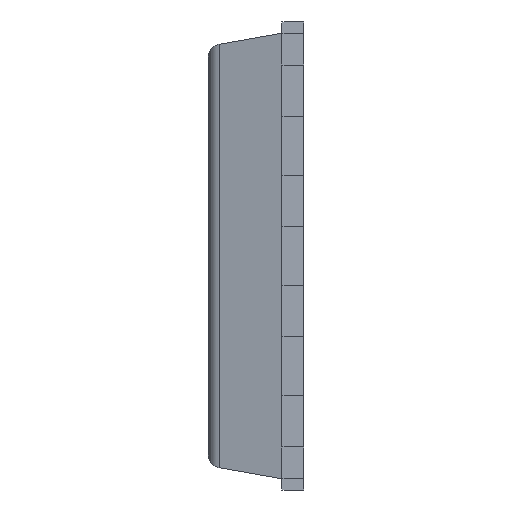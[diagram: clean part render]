
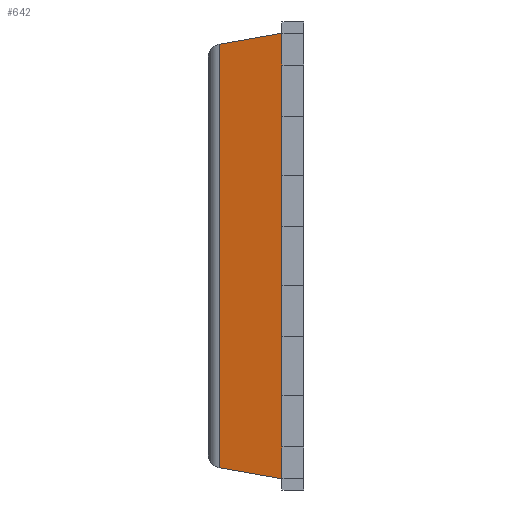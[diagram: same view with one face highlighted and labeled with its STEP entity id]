
A CAD part, left-side view. The second image highlights one B-rep face of the part: STEP entity #642.
In plain terms, the highlighted planar face has unit normal (-0.985, 0.174, 0).
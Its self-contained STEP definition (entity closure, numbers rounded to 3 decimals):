
#37 = CARTESIAN_POINT ( 'NONE',  ( -2.74, 0.25, -2.575 ) ) ;
#146 = CARTESIAN_POINT ( 'NONE',  ( -2.74, 0.25, -1.685 ) ) ;
#208 = CARTESIAN_POINT ( 'NONE',  ( -2.74, 0.25, 2.575 ) ) ;
#341 = VECTOR ( 'NONE', #3192, 1000. ) ;
#416 = VECTOR ( 'NONE', #1266, 1000. ) ;
#516 = DIRECTION ( 'NONE',  ( -0.985, 0.174, 0. ) ) ;
#637 = EDGE_CURVE ( 'NONE', #1542, #5651, #5716, .T. ) ;
#642 = ADVANCED_FACE ( 'NONE', ( #4322 ), #4245, .T. ) ;
#644 = CARTESIAN_POINT ( 'NONE',  ( -2.74, 0.25, 2.575 ) ) ;
#687 = LINE ( 'NONE', #3099, #2029 ) ;
#717 = DIRECTION ( 'NONE',  ( 0., 0., 1. ) ) ;
#802 = DIRECTION ( 'NONE',  ( 0., 0., 1. ) ) ;
#915 = DIRECTION ( 'NONE',  ( 0., 0., 1. ) ) ;
#940 = VERTEX_POINT ( 'NONE', #1955 ) ;
#1071 = CARTESIAN_POINT ( 'NONE',  ( -2.74, 0.25, -2.575 ) ) ;
#1146 = ORIENTED_EDGE ( 'NONE', *, *, #4283, .T. ) ;
#1152 = VERTEX_POINT ( 'NONE', #6273 ) ;
#1266 = DIRECTION ( 'NONE',  ( -0.171, -0.97, 0.171 ) ) ;
#1283 = DIRECTION ( 'NONE',  ( 0., 0., 1. ) ) ;
#1329 = LINE ( 'NONE', #644, #416 ) ;
#1341 = VECTOR ( 'NONE', #4727, 1000. ) ;
#1431 = VECTOR ( 'NONE', #2128, 1000. ) ;
#1467 = DIRECTION ( 'NONE',  ( 0., 0., -1. ) ) ;
#1508 = CARTESIAN_POINT ( 'NONE',  ( -2.74, 0.25, 2.575 ) ) ;
#1542 = VERTEX_POINT ( 'NONE', #5686 ) ;
#1550 = DIRECTION ( 'NONE',  ( 0., 0., 1. ) ) ;
#1594 = ORIENTED_EDGE ( 'NONE', *, *, #5092, .T. ) ;
#1648 = ORIENTED_EDGE ( 'NONE', *, *, #5534, .T. ) ;
#1705 = VECTOR ( 'NONE', #1550, 1000. ) ;
#1726 = EDGE_CURVE ( 'NONE', #5651, #1152, #6850, .T. ) ;
#1955 = CARTESIAN_POINT ( 'NONE',  ( -2.74, 0.25, 1.685 ) ) ;
#2002 = VECTOR ( 'NONE', #717, 1000. ) ;
#2029 = VECTOR ( 'NONE', #1467, 1000. ) ;
#2064 = ORIENTED_EDGE ( 'NONE', *, *, #6761, .T. ) ;
#2070 = LINE ( 'NONE', #6241, #2414 ) ;
#2128 = DIRECTION ( 'NONE',  ( 0., 0., 1. ) ) ;
#2237 = LINE ( 'NONE', #5342, #4144 ) ;
#2400 = DIRECTION ( 'NONE',  ( 0., 0., 1. ) ) ;
#2414 = VECTOR ( 'NONE', #915, 1000. ) ;
#2511 = EDGE_CURVE ( 'NONE', #4595, #940, #2237, .T. ) ;
#2646 = VECTOR ( 'NONE', #1283, 1000. ) ;
#2832 = ORIENTED_EDGE ( 'NONE', *, *, #3999, .T. ) ;
#2861 = EDGE_LOOP ( 'NONE', ( #5283, #1146, #6078, #4927, #5075, #2064, #1648, #2832, #5858, #6322, #1594, #4307 ) ) ;
#2879 = VERTEX_POINT ( 'NONE', #3011 ) ;
#3011 = CARTESIAN_POINT ( 'NONE',  ( -2.74, 0.25, 2.575 ) ) ;
#3099 = CARTESIAN_POINT ( 'NONE',  ( -2.612, 0.976, -2.425 ) ) ;
#3104 = LINE ( 'NONE', #1508, #1705 ) ;
#3110 = VERTEX_POINT ( 'NONE', #4929 ) ;
#3157 = CARTESIAN_POINT ( 'NONE',  ( -2.74, 0.25, -0.415 ) ) ;
#3192 = DIRECTION ( 'NONE',  ( 0., 0., 1. ) ) ;
#3666 = VECTOR ( 'NONE', #802, 1000. ) ;
#3827 = CARTESIAN_POINT ( 'NONE',  ( -2.74, 0.25, 2.575 ) ) ;
#3862 = CARTESIAN_POINT ( 'NONE',  ( -2.74, 0.25, 2.575 ) ) ;
#3999 = EDGE_CURVE ( 'NONE', #4441, #6166, #3104, .T. ) ;
#4021 = CARTESIAN_POINT ( 'NONE',  ( -2.74, 0.25, 2.575 ) ) ;
#4139 = LINE ( 'NONE', #208, #4388 ) ;
#4144 = VECTOR ( 'NONE', #6333, 1000. ) ;
#4214 = CARTESIAN_POINT ( 'NONE',  ( -2.74, 0.25, 2.575 ) ) ;
#4245 = PLANE ( 'NONE',  #6154 ) ;
#4283 = EDGE_CURVE ( 'NONE', #6337, #1542, #687, .T. ) ;
#4307 = ORIENTED_EDGE ( 'NONE', *, *, #5870, .T. ) ;
#4322 = FACE_OUTER_BOUND ( 'NONE', #2861, .T. ) ;
#4388 = VECTOR ( 'NONE', #2400, 1000. ) ;
#4441 = VERTEX_POINT ( 'NONE', #3157 ) ;
#4595 = VERTEX_POINT ( 'NONE', #6100 ) ;
#4641 = LINE ( 'NONE', #3862, #2002 ) ;
#4727 = DIRECTION ( 'NONE',  ( -0.171, -0.97, -0.171 ) ) ;
#4767 = EDGE_CURVE ( 'NONE', #6166, #4595, #5640, .T. ) ;
#4836 = CARTESIAN_POINT ( 'NONE',  ( -2.74, 0.25, 2.125 ) ) ;
#4927 = ORIENTED_EDGE ( 'NONE', *, *, #1726, .T. ) ;
#4929 = CARTESIAN_POINT ( 'NONE',  ( -2.74, 0.25, -0.855 ) ) ;
#5004 = VERTEX_POINT ( 'NONE', #146 ) ;
#5075 = ORIENTED_EDGE ( 'NONE', *, *, #5953, .T. ) ;
#5092 = EDGE_CURVE ( 'NONE', #940, #5209, #6711, .T. ) ;
#5209 = VERTEX_POINT ( 'NONE', #4836 ) ;
#5283 = ORIENTED_EDGE ( 'NONE', *, *, #5537, .F. ) ;
#5334 = CARTESIAN_POINT ( 'NONE',  ( -2.74, 0.25, 2.575 ) ) ;
#5342 = CARTESIAN_POINT ( 'NONE',  ( -2.74, 0.25, 2.575 ) ) ;
#5534 = EDGE_CURVE ( 'NONE', #3110, #4441, #4641, .T. ) ;
#5537 = EDGE_CURVE ( 'NONE', #6337, #2879, #1329, .T. ) ;
#5584 = CARTESIAN_POINT ( 'NONE',  ( -2.612, 0.976, 2.447 ) ) ;
#5640 = LINE ( 'NONE', #5334, #1431 ) ;
#5651 = VERTEX_POINT ( 'NONE', #37 ) ;
#5686 = CARTESIAN_POINT ( 'NONE',  ( -2.612, 0.976, -2.447 ) ) ;
#5716 = LINE ( 'NONE', #1071, #1341 ) ;
#5717 = DIRECTION ( 'NONE',  ( -0.174, -0.985, 0. ) ) ;
#5858 = ORIENTED_EDGE ( 'NONE', *, *, #4767, .T. ) ;
#5870 = EDGE_CURVE ( 'NONE', #5209, #2879, #2070, .T. ) ;
#5953 = EDGE_CURVE ( 'NONE', #1152, #5004, #6293, .T. ) ;
#5964 = CARTESIAN_POINT ( 'NONE',  ( -2.74, 0.25, 0.415 ) ) ;
#6078 = ORIENTED_EDGE ( 'NONE', *, *, #637, .T. ) ;
#6100 = CARTESIAN_POINT ( 'NONE',  ( -2.74, 0.25, 0.855 ) ) ;
#6154 = AXIS2_PLACEMENT_3D ( 'NONE', #6271, #516, #5717 ) ;
#6166 = VERTEX_POINT ( 'NONE', #5964 ) ;
#6241 = CARTESIAN_POINT ( 'NONE',  ( -2.74, 0.25, 2.575 ) ) ;
#6271 = CARTESIAN_POINT ( 'NONE',  ( -2.74, 0.25, -2.575 ) ) ;
#6273 = CARTESIAN_POINT ( 'NONE',  ( -2.74, 0.25, -2.125 ) ) ;
#6293 = LINE ( 'NONE', #4214, #341 ) ;
#6322 = ORIENTED_EDGE ( 'NONE', *, *, #2511, .T. ) ;
#6333 = DIRECTION ( 'NONE',  ( 0., 0., 1. ) ) ;
#6337 = VERTEX_POINT ( 'NONE', #5584 ) ;
#6711 = LINE ( 'NONE', #4021, #3666 ) ;
#6761 = EDGE_CURVE ( 'NONE', #5004, #3110, #4139, .T. ) ;
#6850 = LINE ( 'NONE', #3827, #2646 ) ;
